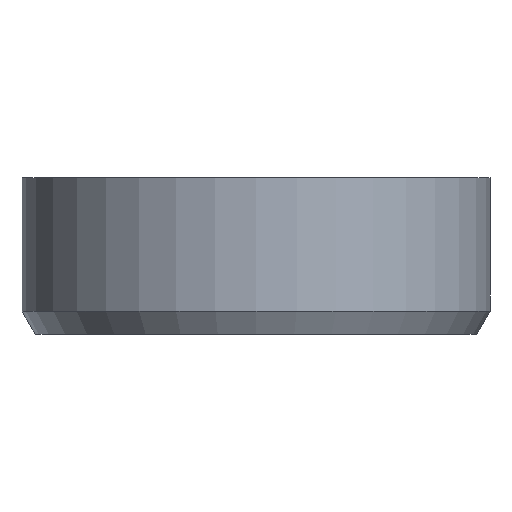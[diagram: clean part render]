
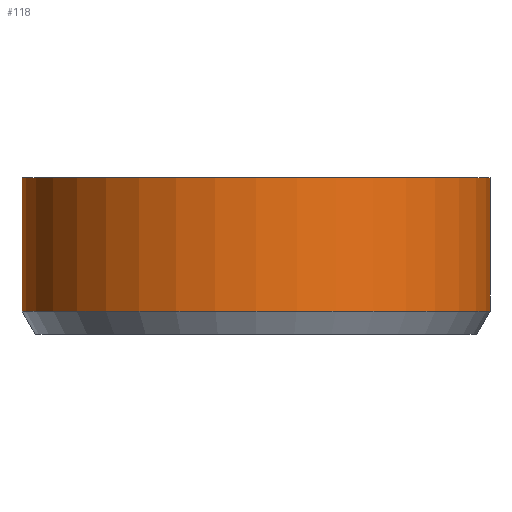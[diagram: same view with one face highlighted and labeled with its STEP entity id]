
A CAD part, front view. The second image highlights one B-rep face of the part: STEP entity #118.
In plain terms, the highlighted cylindrical face has radius 20.2 mm (diameter 40.4 mm), a partial arc.
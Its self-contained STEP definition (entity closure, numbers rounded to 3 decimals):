
#4 = EDGE_CURVE ( 'NONE', #147, #66, #115, .T. ) ;
#11 = FACE_OUTER_BOUND ( 'NONE', #236, .T. ) ;
#13 = CARTESIAN_POINT ( 'NONE',  ( 0., 0., 13.5 ) ) ;
#23 = LINE ( 'NONE', #56, #200 ) ;
#52 = VECTOR ( 'NONE', #258, 1000. ) ;
#55 = CARTESIAN_POINT ( 'NONE',  ( -20.2, 0., 2. ) ) ;
#56 = CARTESIAN_POINT ( 'NONE',  ( 20.2, 0., 13.5 ) ) ;
#58 = ORIENTED_EDGE ( 'NONE', *, *, #292, .T. ) ;
#60 = DIRECTION ( 'NONE',  ( -1., 0., 0. ) ) ;
#66 = VERTEX_POINT ( 'NONE', #55 ) ;
#82 = DIRECTION ( 'NONE',  ( 0., 0., 1. ) ) ;
#84 = DIRECTION ( 'NONE',  ( 0., 0., -1. ) ) ;
#115 = LINE ( 'NONE', #210, #52 ) ;
#116 = VERTEX_POINT ( 'NONE', #164 ) ;
#118 = ADVANCED_FACE ( 'NONE', ( #11 ), #148, .T. ) ;
#131 = DIRECTION ( 'NONE',  ( 0., 0., 1. ) ) ;
#147 = VERTEX_POINT ( 'NONE', #265 ) ;
#148 = CYLINDRICAL_SURFACE ( 'NONE', #155, 20.2 ) ;
#151 = DIRECTION ( 'NONE',  ( 0., 0., -1. ) ) ;
#153 = EDGE_CURVE ( 'NONE', #147, #230, #277, .T. ) ;
#155 = AXIS2_PLACEMENT_3D ( 'NONE', #299, #151, #60 ) ;
#164 = CARTESIAN_POINT ( 'NONE',  ( 20.2, 0., 2. ) ) ;
#169 = EDGE_CURVE ( 'NONE', #230, #116, #23, .T. ) ;
#179 = AXIS2_PLACEMENT_3D ( 'NONE', #218, #131, #302 ) ;
#191 = CIRCLE ( 'NONE', #179, 20.2 ) ;
#200 = VECTOR ( 'NONE', #84, 1000. ) ;
#210 = CARTESIAN_POINT ( 'NONE',  ( -20.2, 0., 13.5 ) ) ;
#218 = CARTESIAN_POINT ( 'NONE',  ( 0., 0., 2. ) ) ;
#230 = VERTEX_POINT ( 'NONE', #308 ) ;
#231 = ORIENTED_EDGE ( 'NONE', *, *, #4, .T. ) ;
#236 = EDGE_LOOP ( 'NONE', ( #245, #298, #231, #58 ) ) ;
#244 = AXIS2_PLACEMENT_3D ( 'NONE', #13, #82, #293 ) ;
#245 = ORIENTED_EDGE ( 'NONE', *, *, #169, .F. ) ;
#258 = DIRECTION ( 'NONE',  ( 0., 0., -1. ) ) ;
#265 = CARTESIAN_POINT ( 'NONE',  ( -20.2, 0., 13.5 ) ) ;
#277 = CIRCLE ( 'NONE', #244, 20.2 ) ;
#292 = EDGE_CURVE ( 'NONE', #66, #116, #191, .T. ) ;
#293 = DIRECTION ( 'NONE',  ( 1., 0., 0. ) ) ;
#298 = ORIENTED_EDGE ( 'NONE', *, *, #153, .F. ) ;
#299 = CARTESIAN_POINT ( 'NONE',  ( 0., 0., 13.5 ) ) ;
#302 = DIRECTION ( 'NONE',  ( 1., 0., 0. ) ) ;
#308 = CARTESIAN_POINT ( 'NONE',  ( 20.2, 0., 13.5 ) ) ;
